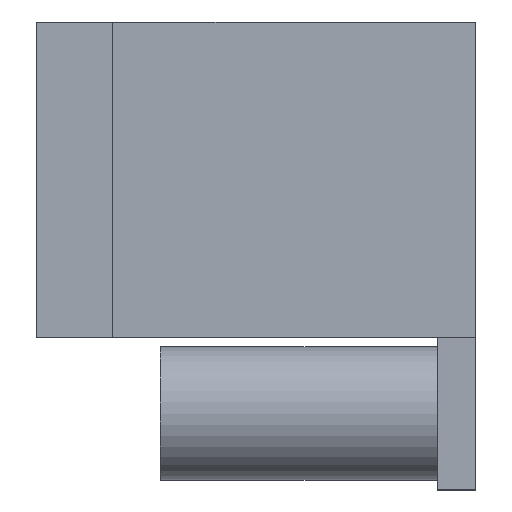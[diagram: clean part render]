
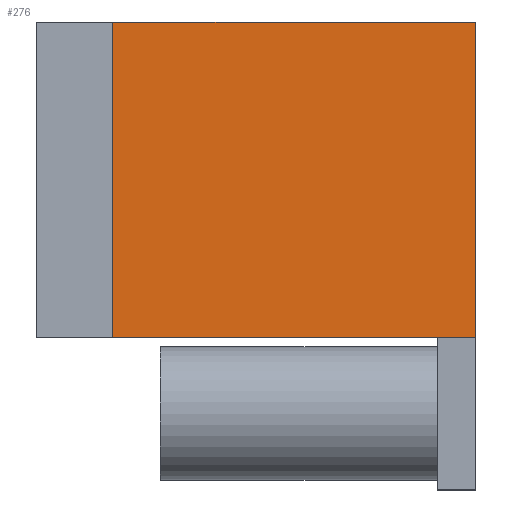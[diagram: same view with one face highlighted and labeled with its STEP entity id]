
A CAD part, left-side view. The second image highlights one B-rep face of the part: STEP entity #276.
In plain terms, the highlighted planar face has unit normal (-1, 0, 0).
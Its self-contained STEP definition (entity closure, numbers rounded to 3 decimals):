
#59 = CARTESIAN_POINT ( 'NONE',  ( -92., 21., 7.25 ) ) ;
#61 = CARTESIAN_POINT ( 'NONE',  ( -92., 19., 7.25 ) ) ;
#106 = DIRECTION ( 'NONE',  ( 0., 0., 1. ) ) ;
#134 = VERTEX_POINT ( 'NONE', #880 ) ;
#146 = ORIENTED_EDGE ( 'NONE', *, *, #817, .F. ) ;
#159 = LINE ( 'NONE', #59, #799 ) ;
#174 = EDGE_CURVE ( 'NONE', #393, #134, #274, .T. ) ;
#217 = VECTOR ( 'NONE', #106, 1000. ) ;
#274 = LINE ( 'NONE', #1174, #1278 ) ;
#276 = ADVANCED_FACE ( 'NONE', ( #1143 ), #1261, .F. ) ;
#295 = ORIENTED_EDGE ( 'NONE', *, *, #174, .T. ) ;
#316 = EDGE_CURVE ( 'NONE', #605, #407, #159, .T. ) ;
#340 = AXIS2_PLACEMENT_3D ( 'NONE', #669, #1046, #851 ) ;
#380 = VECTOR ( 'NONE', #1173, 1000. ) ;
#393 = VERTEX_POINT ( 'NONE', #1088 ) ;
#394 = ORIENTED_EDGE ( 'NONE', *, *, #316, .F. ) ;
#407 = VERTEX_POINT ( 'NONE', #429 ) ;
#422 = EDGE_LOOP ( 'NONE', ( #146, #295, #1029, #394 ) ) ;
#429 = CARTESIAN_POINT ( 'NONE',  ( -92., 0., 7.25 ) ) ;
#463 = DIRECTION ( 'NONE',  ( 0., -1., 0. ) ) ;
#605 = VERTEX_POINT ( 'NONE', #61 ) ;
#669 = CARTESIAN_POINT ( 'NONE',  ( -92., 21., 0. ) ) ;
#757 = LINE ( 'NONE', #1270, #380 ) ;
#799 = VECTOR ( 'NONE', #463, 1000. ) ;
#802 = EDGE_CURVE ( 'NONE', #134, #407, #757, .T. ) ;
#817 = EDGE_CURVE ( 'NONE', #393, #605, #890, .T. ) ;
#851 = DIRECTION ( 'NONE',  ( 0., 0., -1. ) ) ;
#880 = CARTESIAN_POINT ( 'NONE',  ( -92., 0., -9.25 ) ) ;
#890 = LINE ( 'NONE', #1199, #217 ) ;
#1029 = ORIENTED_EDGE ( 'NONE', *, *, #802, .T. ) ;
#1046 = DIRECTION ( 'NONE',  ( 1., 0., 0. ) ) ;
#1073 = DIRECTION ( 'NONE',  ( 0., -1., 0. ) ) ;
#1088 = CARTESIAN_POINT ( 'NONE',  ( -92., 19., -9.25 ) ) ;
#1143 = FACE_OUTER_BOUND ( 'NONE', #422, .T. ) ;
#1173 = DIRECTION ( 'NONE',  ( 0., 0., 1. ) ) ;
#1174 = CARTESIAN_POINT ( 'NONE',  ( -92., 21., -9.25 ) ) ;
#1199 = CARTESIAN_POINT ( 'NONE',  ( -92., 19., -9.25 ) ) ;
#1261 = PLANE ( 'NONE',  #340 ) ;
#1270 = CARTESIAN_POINT ( 'NONE',  ( -92., 0., 0. ) ) ;
#1278 = VECTOR ( 'NONE', #1073, 1000. ) ;
